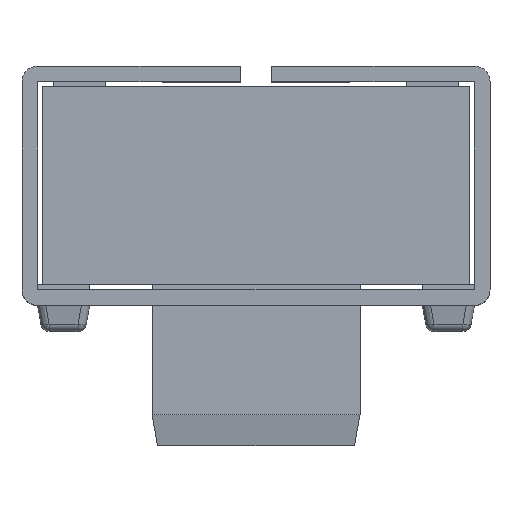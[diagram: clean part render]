
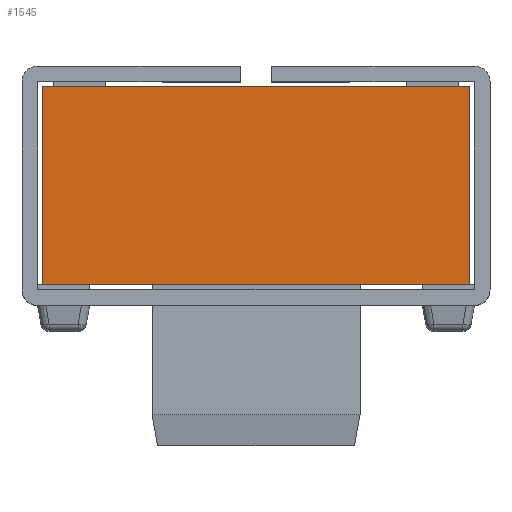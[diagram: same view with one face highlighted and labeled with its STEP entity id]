
A CAD part, top view. The second image highlights one B-rep face of the part: STEP entity #1545.
In plain terms, the highlighted planar face has unit normal (0, 0, 1).
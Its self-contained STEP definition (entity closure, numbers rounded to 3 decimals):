
#703 = PLANE('',#704);
#704 = AXIS2_PLACEMENT_3D('',#705,#706,#707);
#705 = CARTESIAN_POINT('',(-2.1,0.95,0.));
#706 = DIRECTION('',(0.,1.,0.));
#707 = DIRECTION('',(1.,0.,0.));
#726 = VERTEX_POINT('',#727);
#727 = CARTESIAN_POINT('',(-2.05,0.95,1.75));
#740 = PLANE('',#741);
#741 = AXIS2_PLACEMENT_3D('',#742,#743,#744);
#742 = CARTESIAN_POINT('',(-2.05,-1.,0.));
#743 = DIRECTION('',(-1.,0.,0.));
#744 = DIRECTION('',(0.,1.,0.));
#751 = EDGE_CURVE('',#726,#752,#754,.T.);
#752 = VERTEX_POINT('',#753);
#753 = CARTESIAN_POINT('',(2.05,0.95,1.75));
#754 = SURFACE_CURVE('',#755,(#759,#765),.PCURVE_S1.);
#755 = LINE('',#756,#757);
#756 = CARTESIAN_POINT('',(-2.1,0.95,1.75));
#757 = VECTOR('',#758,1.);
#758 = DIRECTION('',(1.,0.,0.));
#759 = PCURVE('',#703,#760);
#760 = DEFINITIONAL_REPRESENTATION('',(#761),#764);
#761 = B_SPLINE_CURVE_WITH_KNOTS('',1,(#762,#763),.UNSPECIFIED.,.F.,.F.,
  (2,2),(-120000000.,120000000.),.PIECEWISE_BEZIER_KNOTS.);
#762 = CARTESIAN_POINT('',(-120000000.,-1.75));
#763 = CARTESIAN_POINT('',(120000000.,-1.75));
#764 = ( GEOMETRIC_REPRESENTATION_CONTEXT(2) 
PARAMETRIC_REPRESENTATION_CONTEXT() REPRESENTATION_CONTEXT('2D SPACE',''
  ) );
#765 = PCURVE('',#766,#771);
#766 = PLANE('',#767);
#767 = AXIS2_PLACEMENT_3D('',#768,#769,#770);
#768 = CARTESIAN_POINT('',(-2.1,1.,1.75));
#769 = DIRECTION('',(0.,0.,1.));
#770 = DIRECTION('',(1.,0.,0.));
#771 = DEFINITIONAL_REPRESENTATION('',(#772),#775);
#772 = B_SPLINE_CURVE_WITH_KNOTS('',1,(#773,#774),.UNSPECIFIED.,.F.,.F.,
  (2,2),(-120000000.,120000000.),.PIECEWISE_BEZIER_KNOTS.);
#773 = CARTESIAN_POINT('',(-120000000.,-0.05));
#774 = CARTESIAN_POINT('',(120000000.,-0.05));
#775 = ( GEOMETRIC_REPRESENTATION_CONTEXT(2) 
PARAMETRIC_REPRESENTATION_CONTEXT() REPRESENTATION_CONTEXT('2D SPACE',''
  ) );
#792 = PLANE('',#793);
#793 = AXIS2_PLACEMENT_3D('',#794,#795,#796);
#794 = CARTESIAN_POINT('',(2.05,1.,0.));
#795 = DIRECTION('',(1.,0.,0.));
#796 = DIRECTION('',(0.,-1.,0.));
#1019 = PLANE('',#1020);
#1020 = AXIS2_PLACEMENT_3D('',#1021,#1022,#1023);
#1021 = CARTESIAN_POINT('',(2.1,-0.95,0.));
#1022 = DIRECTION('',(0.,-1.,0.));
#1023 = DIRECTION('',(-1.,0.,0.));
#1457 = VERTEX_POINT('',#1458);
#1458 = CARTESIAN_POINT('',(2.05,-0.95,1.75));
#1527 = EDGE_CURVE('',#752,#1457,#1528,.T.);
#1528 = SURFACE_CURVE('',#1529,(#1533,#1539),.PCURVE_S1.);
#1529 = LINE('',#1530,#1531);
#1530 = CARTESIAN_POINT('',(2.05,1.,1.75));
#1531 = VECTOR('',#1532,1.);
#1532 = DIRECTION('',(0.,-1.,0.));
#1533 = PCURVE('',#792,#1534);
#1534 = DEFINITIONAL_REPRESENTATION('',(#1535),#1538);
#1535 = B_SPLINE_CURVE_WITH_KNOTS('',1,(#1536,#1537),.UNSPECIFIED.,.F.,
  .F.,(2,2),(-120000000.,120000000.),.PIECEWISE_BEZIER_KNOTS.);
#1536 = CARTESIAN_POINT('',(-120000000.,-1.75));
#1537 = CARTESIAN_POINT('',(120000000.,-1.75));
#1538 = ( GEOMETRIC_REPRESENTATION_CONTEXT(2) 
PARAMETRIC_REPRESENTATION_CONTEXT() REPRESENTATION_CONTEXT('2D SPACE',''
  ) );
#1539 = PCURVE('',#766,#1540);
#1540 = DEFINITIONAL_REPRESENTATION('',(#1541),#1544);
#1541 = B_SPLINE_CURVE_WITH_KNOTS('',1,(#1542,#1543),.UNSPECIFIED.,.F.,
  .F.,(2,2),(-120000000.,120000000.),.PIECEWISE_BEZIER_KNOTS.);
#1542 = CARTESIAN_POINT('',(4.15,120000000.));
#1543 = CARTESIAN_POINT('',(4.15,-120000000.));
#1544 = ( GEOMETRIC_REPRESENTATION_CONTEXT(2) 
PARAMETRIC_REPRESENTATION_CONTEXT() REPRESENTATION_CONTEXT('2D SPACE',''
  ) );
#1545 = ADVANCED_FACE('',(#1546),#766,.T.);
#1546 = FACE_BOUND('',#1547,.T.);
#1547 = EDGE_LOOP('',(#1548,#1549,#1550,#1571));
#1548 = ORIENTED_EDGE('',*,*,#1527,.F.);
#1549 = ORIENTED_EDGE('',*,*,#751,.F.);
#1550 = ORIENTED_EDGE('',*,*,#1551,.F.);
#1551 = EDGE_CURVE('',#1552,#726,#1554,.T.);
#1552 = VERTEX_POINT('',#1553);
#1553 = CARTESIAN_POINT('',(-2.05,-0.95,1.75));
#1554 = SURFACE_CURVE('',#1555,(#1559,#1565),.PCURVE_S1.);
#1555 = LINE('',#1556,#1557);
#1556 = CARTESIAN_POINT('',(-2.05,0.,1.75));
#1557 = VECTOR('',#1558,1.);
#1558 = DIRECTION('',(0.,1.,0.));
#1559 = PCURVE('',#766,#1560);
#1560 = DEFINITIONAL_REPRESENTATION('',(#1561),#1564);
#1561 = B_SPLINE_CURVE_WITH_KNOTS('',1,(#1562,#1563),.UNSPECIFIED.,.F.,
  .F.,(2,2),(-119999999.,119999999.),
  .PIECEWISE_BEZIER_KNOTS.);
#1562 = CARTESIAN_POINT('',(0.05,-120000000.));
#1563 = CARTESIAN_POINT('',(0.05,119999998.));
#1564 = ( GEOMETRIC_REPRESENTATION_CONTEXT(2) 
PARAMETRIC_REPRESENTATION_CONTEXT() REPRESENTATION_CONTEXT('2D SPACE',''
  ) );
#1565 = PCURVE('',#740,#1566);
#1566 = DEFINITIONAL_REPRESENTATION('',(#1567),#1570);
#1567 = B_SPLINE_CURVE_WITH_KNOTS('',1,(#1568,#1569),.UNSPECIFIED.,.F.,
  .F.,(2,2),(-119999999.,119999999.),
  .PIECEWISE_BEZIER_KNOTS.);
#1568 = CARTESIAN_POINT('',(-119999998.,-1.75));
#1569 = CARTESIAN_POINT('',(120000000.,-1.75));
#1570 = ( GEOMETRIC_REPRESENTATION_CONTEXT(2) 
PARAMETRIC_REPRESENTATION_CONTEXT() REPRESENTATION_CONTEXT('2D SPACE',''
  ) );
#1571 = ORIENTED_EDGE('',*,*,#1572,.F.);
#1572 = EDGE_CURVE('',#1457,#1552,#1573,.T.);
#1573 = SURFACE_CURVE('',#1574,(#1578,#1584),.PCURVE_S1.);
#1574 = LINE('',#1575,#1576);
#1575 = CARTESIAN_POINT('',(0.,-0.95,1.75));
#1576 = VECTOR('',#1577,1.);
#1577 = DIRECTION('',(-1.,0.,0.));
#1578 = PCURVE('',#766,#1579);
#1579 = DEFINITIONAL_REPRESENTATION('',(#1580),#1583);
#1580 = B_SPLINE_CURVE_WITH_KNOTS('',1,(#1581,#1582),.UNSPECIFIED.,.F.,
  .F.,(2,2),(-119999997.9,119999997.9),
  .PIECEWISE_BEZIER_KNOTS.);
#1581 = CARTESIAN_POINT('',(120000000.,-1.95));
#1582 = CARTESIAN_POINT('',(-119999995.8,-1.95));
#1583 = ( GEOMETRIC_REPRESENTATION_CONTEXT(2) 
PARAMETRIC_REPRESENTATION_CONTEXT() REPRESENTATION_CONTEXT('2D SPACE',''
  ) );
#1584 = PCURVE('',#1019,#1585);
#1585 = DEFINITIONAL_REPRESENTATION('',(#1586),#1589);
#1586 = B_SPLINE_CURVE_WITH_KNOTS('',1,(#1587,#1588),.UNSPECIFIED.,.F.,
  .F.,(2,2),(-119999997.9,119999997.9),
  .PIECEWISE_BEZIER_KNOTS.);
#1587 = CARTESIAN_POINT('',(-119999995.8,-1.75));
#1588 = CARTESIAN_POINT('',(120000000.,-1.75));
#1589 = ( GEOMETRIC_REPRESENTATION_CONTEXT(2) 
PARAMETRIC_REPRESENTATION_CONTEXT() REPRESENTATION_CONTEXT('2D SPACE',''
  ) );
